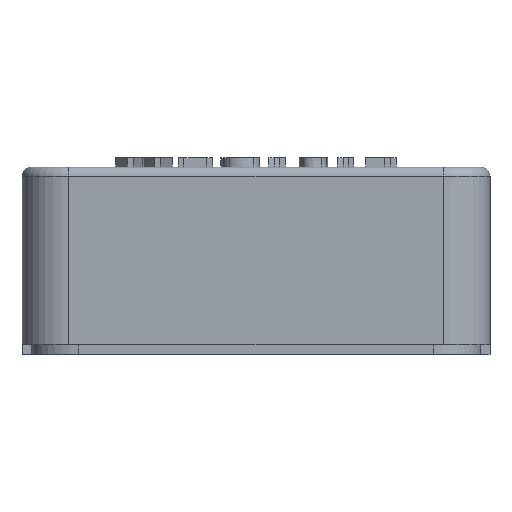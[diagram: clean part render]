
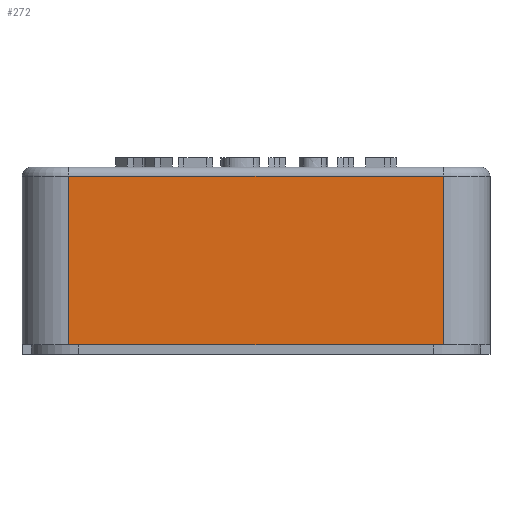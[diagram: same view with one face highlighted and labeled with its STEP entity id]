
A CAD part, front view. The second image highlights one B-rep face of the part: STEP entity #272.
In plain terms, the highlighted planar face has unit normal (0, -1, 0).
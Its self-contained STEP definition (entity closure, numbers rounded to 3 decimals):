
#121=FACE_OUTER_BOUND('',#757,.T.);
#272=ADVANCED_FACE('',(#121),#426,.T.);
#426=PLANE('',#2885);
#757=EDGE_LOOP('',(#1068,#1069,#1070,#1071));
#1068=ORIENTED_EDGE('',*,*,#2140,.T.);
#1069=ORIENTED_EDGE('',*,*,#2141,.T.);
#1070=ORIENTED_EDGE('',*,*,#2142,.T.);
#1071=ORIENTED_EDGE('',*,*,#2143,.T.);
#1866=VERTEX_POINT('',#4076);
#1867=VERTEX_POINT('',#4077);
#1868=VERTEX_POINT('',#4079);
#1869=VERTEX_POINT('',#4081);
#2140=EDGE_CURVE('',#1866,#1867,#2459,.T.);
#2141=EDGE_CURVE('',#1867,#1868,#2460,.T.);
#2142=EDGE_CURVE('',#1868,#1869,#2461,.T.);
#2143=EDGE_CURVE('',#1869,#1866,#2462,.T.);
#2459=LINE('',#4075,#2665);
#2460=LINE('',#4078,#2666);
#2461=LINE('',#4080,#2667);
#2462=LINE('',#4082,#2668);
#2665=VECTOR('',#3090,1.);
#2666=VECTOR('',#3091,1.);
#2667=VECTOR('',#3092,1.);
#2668=VECTOR('',#3093,1.);
#2885=AXIS2_PLACEMENT_3D('',#4083,#3094,#3095);
#3090=DIRECTION('',(0.,0.,1.));
#3091=DIRECTION('',(-1.,0.,0.));
#3092=DIRECTION('',(0.,0.,-1.));
#3093=DIRECTION('',(1.,0.,0.));
#3094=DIRECTION('',(0.,-1.,0.));
#3095=DIRECTION('',(1.,0.,0.));
#4075=CARTESIAN_POINT('',(24.,-5.,0.));
#4076=CARTESIAN_POINT('',(24.,-5.,0.2));
#4077=CARTESIAN_POINT('',(24.,-5.,3.8));
#4078=CARTESIAN_POINT('',(16.7,-5.,3.8));
#4079=CARTESIAN_POINT('',(16.,-5.,3.8));
#4080=CARTESIAN_POINT('',(16.,-5.,0.));
#4081=CARTESIAN_POINT('',(16.,-5.,0.2));
#4082=CARTESIAN_POINT('',(20.,-5.,0.2));
#4083=CARTESIAN_POINT('',(16.7,-5.,0.));
